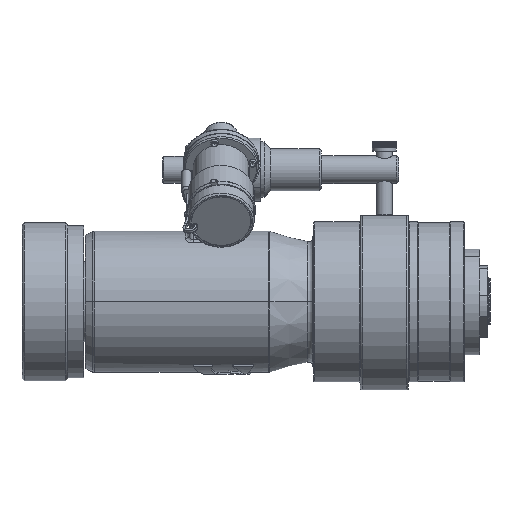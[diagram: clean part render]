
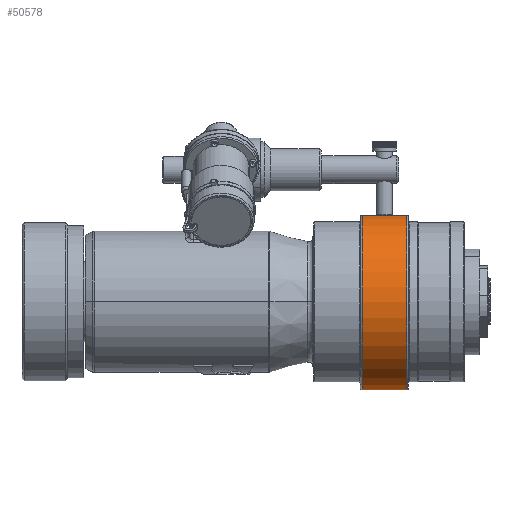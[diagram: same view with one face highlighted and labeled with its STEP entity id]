
A CAD part, front view. The second image highlights one B-rep face of the part: STEP entity #50578.
In plain terms, the highlighted cylindrical face has radius 69.85 mm (diameter 139.7 mm), a partial arc.
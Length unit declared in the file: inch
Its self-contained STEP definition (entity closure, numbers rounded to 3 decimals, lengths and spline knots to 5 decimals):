
#49835=CARTESIAN_POINT('',(9.338,-0.00034,
0.));
#49836=DIRECTION('',(1.,0.,0.));
#49837=DIRECTION('',(0.,-0.182,0.983));
#49838=AXIS2_PLACEMENT_3D('',#49835,#49836,#49837);
#49855=DIRECTION('',(-1.,0.,0.));
#49856=VECTOR('',#49855,1.38);
#49857=CARTESIAN_POINT('',(10.71795,0.50045,
2.70404));
#49858=LINE('',#49857,#49856);
#49859=DIRECTION('',(-1.,0.,0.));
#49860=VECTOR('',#49859,1.38);
#49861=CARTESIAN_POINT('',(10.71805,-0.50132,
2.70396));
#49862=LINE('',#49861,#49860);
#49863=CARTESIAN_POINT('',(10.718,-0.00021,
0.));
#49864=DIRECTION('',(-1.,0.,0.));
#49865=DIRECTION('',(0.,0.182,0.983));
#49866=AXIS2_PLACEMENT_3D('',#49863,#49864,#49865);
#49893=CARTESIAN_POINT('',(10.71795,0.50045,
2.70404));
#49946=CARTESIAN_POINT('',(10.71805,-0.50132,
2.70396));
#49948=CARTESIAN_POINT('',(9.33805,-0.50145,
2.70396));
#50001=CARTESIAN_POINT('',(9.33795,0.50032,
2.70404));
#50150=VERTEX_POINT('',#49893);
#50151=VERTEX_POINT('',#49946);
#50156=VERTEX_POINT('',#49948);
#50157=VERTEX_POINT('',#50001);
#50564=CARTESIAN_POINT('',(10.853,-0.0002,
0.));
#50565=DIRECTION('',(-1.,0.,0.));
#50566=DIRECTION('',(0.,0.,1.));
#50567=AXIS2_PLACEMENT_3D('',#50564,#50565,#50566);
#50568=CYLINDRICAL_SURFACE('',#50567,2.75);
#50570=ORIENTED_EDGE('',*,*,#50569,.F.);
#50572=ORIENTED_EDGE('',*,*,#50571,.T.);
#50573=ORIENTED_EDGE('',*,*,#50554,.F.);
#50575=ORIENTED_EDGE('',*,*,#50574,.F.);
#50576=EDGE_LOOP('',(#50570,#50572,#50573,#50575));
#50577=FACE_OUTER_BOUND('',#50576,.F.);
#50578=ADVANCED_FACE('',(#50577),#50568,.T.);
#49839=CIRCLE('',#49838,2.75);
#49867=CIRCLE('',#49866,2.75);
#50554=EDGE_CURVE('',#50156,#50157,#49839,.T.);
#50569=EDGE_CURVE('',#50150,#50151,#49867,.T.);
#50571=EDGE_CURVE('',#50150,#50157,#49858,.T.);
#50574=EDGE_CURVE('',#50151,#50156,#49862,.T.);
